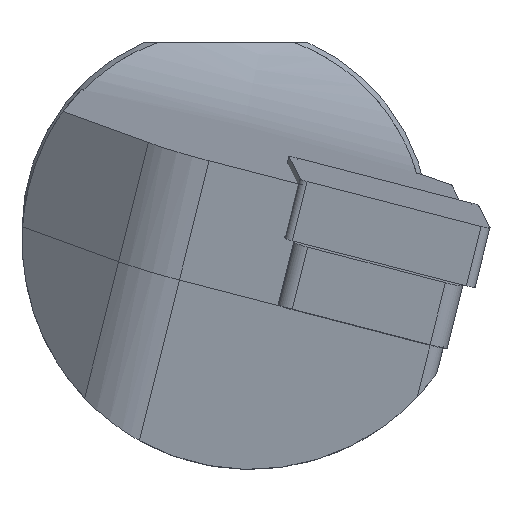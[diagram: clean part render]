
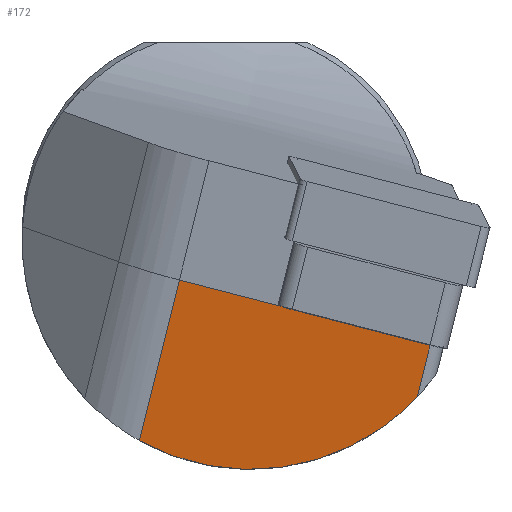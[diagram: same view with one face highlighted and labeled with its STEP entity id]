
A CAD part, left-side view. The second image highlights one B-rep face of the part: STEP entity #172.
In plain terms, the highlighted planar face has unit normal (-0.991, 0.107, -0.081).
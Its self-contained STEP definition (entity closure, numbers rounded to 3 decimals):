
#139=ELLIPSE('',#907,11.302,11.2);
#172=ADVANCED_FACE('',(#243),#218,.F.);
#218=PLANE('',#908);
#243=FACE_OUTER_BOUND('',#288,.T.);
#288=EDGE_LOOP('',(#387,#388,#389,#390,#391,#392));
#387=ORIENTED_EDGE('',*,*,#690,.F.);
#388=ORIENTED_EDGE('',*,*,#691,.T.);
#389=ORIENTED_EDGE('',*,*,#692,.T.);
#390=ORIENTED_EDGE('',*,*,#693,.F.);
#391=ORIENTED_EDGE('',*,*,#694,.T.);
#392=ORIENTED_EDGE('',*,*,#669,.T.);
#594=VERTEX_POINT('',#1208);
#595=VERTEX_POINT('',#1209);
#611=VERTEX_POINT('',#1265);
#612=VERTEX_POINT('',#1267);
#613=VERTEX_POINT('',#1269);
#614=VERTEX_POINT('',#1271);
#669=EDGE_CURVE('',#594,#595,#784,.T.);
#690=EDGE_CURVE('',#611,#595,#800,.T.);
#691=EDGE_CURVE('',#611,#612,#801,.T.);
#692=EDGE_CURVE('',#612,#613,#139,.T.);
#693=EDGE_CURVE('',#614,#613,#802,.T.);
#694=EDGE_CURVE('',#614,#594,#803,.T.);
#784=LINE('',#1207,#842);
#800=LINE('',#1264,#858);
#801=LINE('',#1266,#859);
#802=LINE('',#1270,#860);
#803=LINE('',#1272,#861);
#842=VECTOR('',#987,1.);
#858=VECTOR('',#1015,1.);
#859=VECTOR('',#1016,1.);
#860=VECTOR('',#1019,1.);
#861=VECTOR('',#1020,1.);
#907=AXIS2_PLACEMENT_3D('',#1268,#1017,#1018);
#908=AXIS2_PLACEMENT_3D('',#1273,#1021,#1022);
#987=DIRECTION('',(0.084,0.965,0.25));
#1015=DIRECTION('',(-0.084,-0.965,-0.25));
#1016=DIRECTION('',(0.105,0.241,-0.965));
#1017=DIRECTION('',(-0.991,0.108,-0.081));
#1018=DIRECTION('',(-0.134,-0.793,0.594));
#1019=DIRECTION('',(0.105,0.241,-0.965));
#1020=DIRECTION('',(0.084,0.965,0.25));
#1021=DIRECTION('',(0.991,-0.108,0.081));
#1022=DIRECTION('',(0.108,0.994,0.));
#1207=CARTESIAN_POINT('',(2.58,2.274,-2.503));
#1208=CARTESIAN_POINT('',(2.139,-2.768,-3.808));
#1209=CARTESIAN_POINT('',(2.154,-2.597,-3.764));
#1264=CARTESIAN_POINT('',(2.58,2.274,-2.503));
#1265=CARTESIAN_POINT('',(2.58,2.274,-2.503));
#1266=CARTESIAN_POINT('',(-28.553,-69.386,284.909));
#1267=CARTESIAN_POINT('',(3.434,4.239,-10.386));
#1268=CARTESIAN_POINT('',(2.047,-1.209,-0.6));
#1269=CARTESIAN_POINT('',(1.779,-9.403,-8.236));
#1270=CARTESIAN_POINT('',(-29.63,-81.698,281.723));
#1271=CARTESIAN_POINT('',(1.503,-10.038,-5.689));
#1272=CARTESIAN_POINT('',(2.58,2.274,-2.503));
#1273=CARTESIAN_POINT('',(-28.553,-69.386,284.909));
